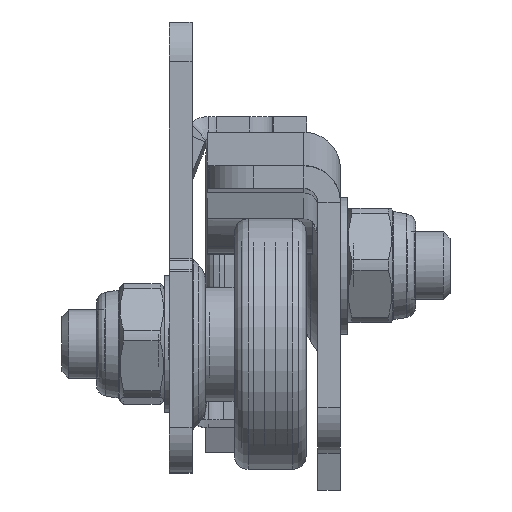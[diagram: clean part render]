
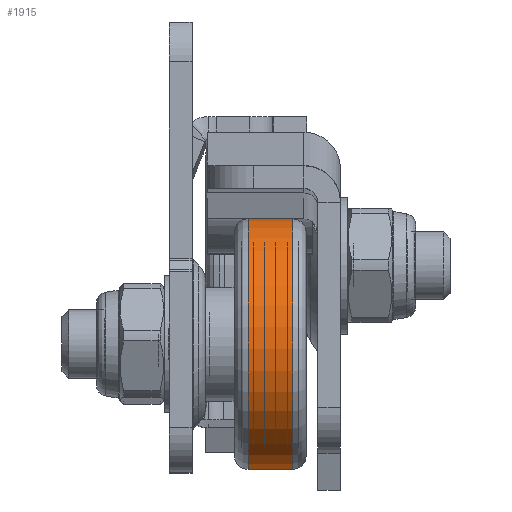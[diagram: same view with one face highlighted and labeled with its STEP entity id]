
A CAD part, top view. The second image highlights one B-rep face of the part: STEP entity #1915.
In plain terms, the highlighted cylindrical face has radius 11 mm (diameter 22 mm), a full revolution.
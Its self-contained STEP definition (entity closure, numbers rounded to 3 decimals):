
#1915 = ADVANCED_FACE ( 'NONE', ( #7289, #3163 ), #43298, .T. ) ;
#3163 = FACE_OUTER_BOUND ( 'NONE', #4541, .T. ) ;
#4285 = CARTESIAN_POINT ( 'NONE',  ( 5.1, 0., 11. ) ) ;
#4541 = EDGE_LOOP ( 'NONE', ( #30606 ) ) ;
#6541 = DIRECTION ( 'NONE',  ( 0., 0., 1. ) ) ;
#6710 = DIRECTION ( 'NONE',  ( 0., 0., 1. ) ) ;
#6863 = DIRECTION ( 'NONE',  ( -1., 0., 0. ) ) ;
#7289 = FACE_OUTER_BOUND ( 'NONE', #36141, .T. ) ;
#8402 = CIRCLE ( 'NONE', #27314, 11. ) ;
#11228 = AXIS2_PLACEMENT_3D ( 'NONE', #34152, #25652, #6710 ) ;
#15360 = DIRECTION ( 'NONE',  ( 0., 0., 1. ) ) ;
#17854 = VERTEX_POINT ( 'NONE', #4285 ) ;
#25652 = DIRECTION ( 'NONE',  ( -1., 0., 0. ) ) ;
#25922 = CARTESIAN_POINT ( 'NONE',  ( 1.2, 0., 11. ) ) ;
#27314 = AXIS2_PLACEMENT_3D ( 'NONE', #33918, #47238, #15360 ) ;
#30103 = CIRCLE ( 'NONE', #37628, 11. ) ;
#30606 = ORIENTED_EDGE ( 'NONE', *, *, #52996, .T. ) ;
#33918 = CARTESIAN_POINT ( 'NONE',  ( 1.2, 0., 0. ) ) ;
#34152 = CARTESIAN_POINT ( 'NONE',  ( 0., 0., 0. ) ) ;
#36141 = EDGE_LOOP ( 'NONE', ( #42555 ) ) ;
#37628 = AXIS2_PLACEMENT_3D ( 'NONE', #51179, #6863, #6541 ) ;
#42555 = ORIENTED_EDGE ( 'NONE', *, *, #53240, .F. ) ;
#43298 = CYLINDRICAL_SURFACE ( 'NONE', #11228, 11. ) ;
#47238 = DIRECTION ( 'NONE',  ( -1., 0., 0. ) ) ;
#51179 = CARTESIAN_POINT ( 'NONE',  ( 5.1, 0., 0. ) ) ;
#52996 = EDGE_CURVE ( 'NONE', #17854, #17854, #30103, .T. ) ;
#53240 = EDGE_CURVE ( 'NONE', #58361, #58361, #8402, .T. ) ;
#58361 = VERTEX_POINT ( 'NONE', #25922 ) ;
